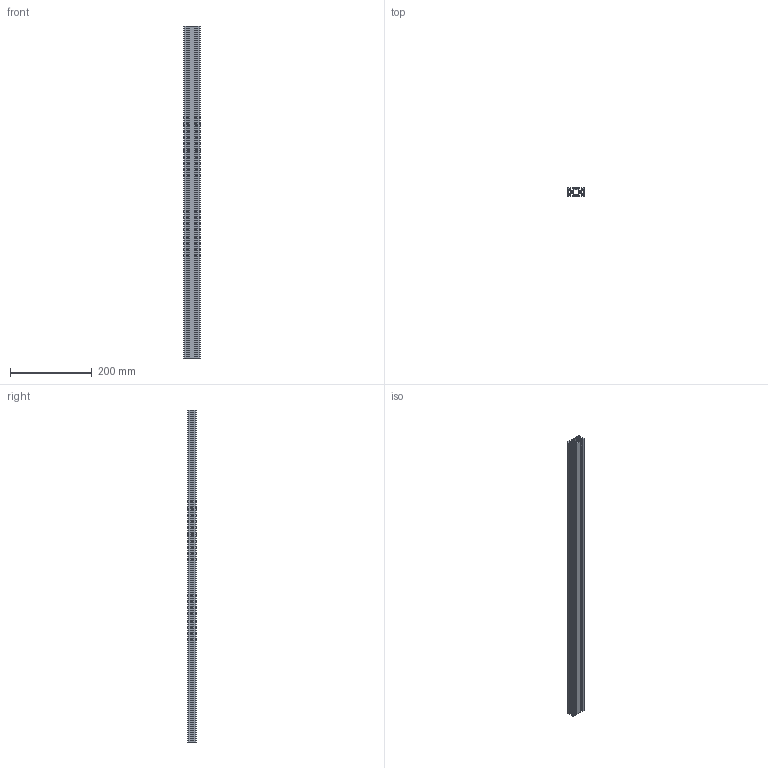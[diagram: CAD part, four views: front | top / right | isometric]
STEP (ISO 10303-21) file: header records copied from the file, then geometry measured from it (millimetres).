
FILE_DESCRIPTION(('HOOPS Exchange Step'),'2;1');
FILE_NAME('export-520A6F29-642F-4BA6-9D81-028DC87B027F.stp','2022-05-29T17:16:17+03:00',('othaa'),('Alibre'),'HOOPS Exchange 2020.1','Alibre','Unknown authorisation');
FILE_SCHEMA( ('AP242_MANAGED_MODEL_BASED_3D_ENGINEERING_MIM_LF {1 0 10303 442 1 1 4 }') );
Length unit declared in the file: millimetre
Products named in the file (1): x coil 20x40 support beam
Bounding box: 39.98 x 19.99 x 810 mm (x, y, z)
Volume: 266085.1 mm3; surface area: 248588.6 mm2
Topology: 1 solids, 1 shells, 124 faces, 374 edges, 252 vertices
Faces by surface type: cylinder 64, plane 60
Full cylindrical faces by diameter (mm): 4.293 x2
Entity records: 4352 total; most frequent: DIRECTION 766, CARTESIAN_POINT 764, ORIENTED_EDGE 760, EDGE_CURVE 380, AXIS2_PLACEMENT_3D 260, VERTEX_POINT 258, VECTOR 246, LINE 246
